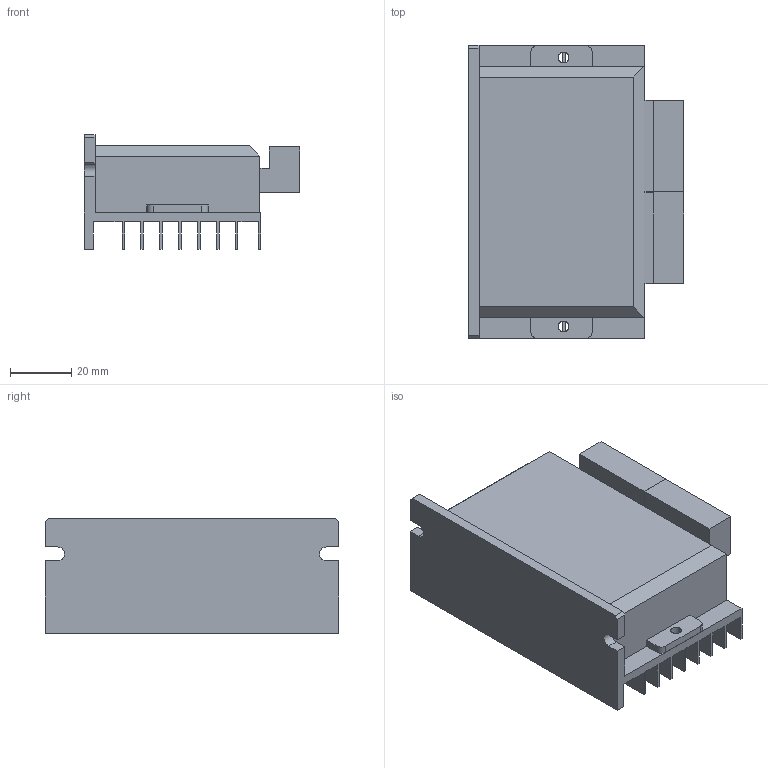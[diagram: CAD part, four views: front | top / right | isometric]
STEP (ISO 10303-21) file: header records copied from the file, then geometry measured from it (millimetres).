
FILE_DESCRIPTION (( 'STEP AP214' ), '1' );
FILE_NAME ('TB6600.STEP', '2024-04-18T18:54:13', ( '' ), ( '' ), 'SwSTEP 2.0', 'SolidWorks 2023', '' );
FILE_SCHEMA (( 'AUTOMOTIVE_DESIGN' ));
Length unit declared in the file: millimetre
Products named in the file (1): TB6600
Bounding box: 70.5 x 96 x 37.5 mm (x, y, z)
Volume: 138532.2 mm3; surface area: 40412.2 mm2
Topology: 1 solids, 1 shells, 133 faces, 363 edges, 241 vertices
Faces by surface type: plane 99, cylinder 34
Entity records: 4228 total; most frequent: CARTESIAN_POINT 738, ORIENTED_EDGE 726, DIRECTION 707, EDGE_CURVE 363, LINE 287, VECTOR 287, VERTEX_POINT 241, AXIS2_PLACEMENT_3D 210
